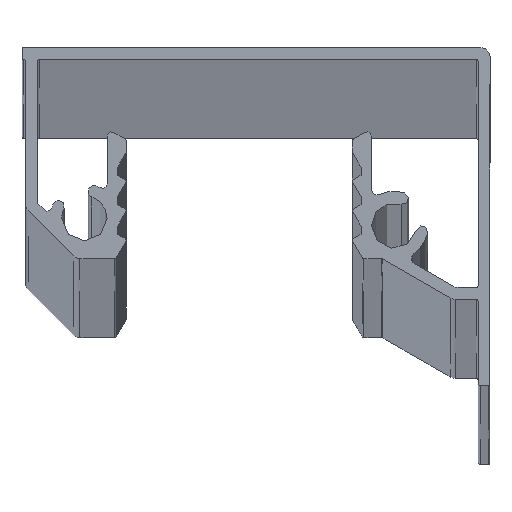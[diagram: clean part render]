
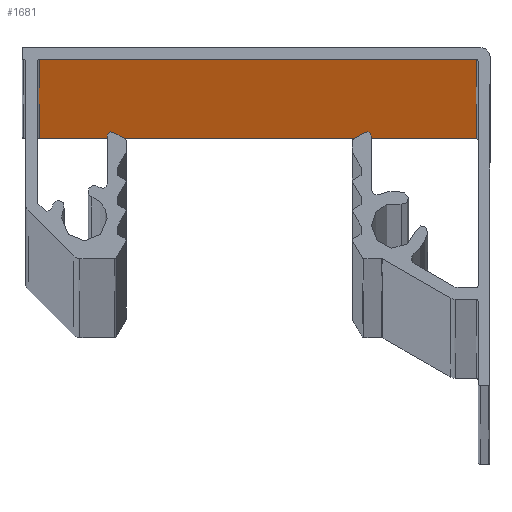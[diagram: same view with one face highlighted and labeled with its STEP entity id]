
A CAD part, top view. The second image highlights one B-rep face of the part: STEP entity #1681.
In plain terms, the highlighted planar face has unit normal (0, -1, 0).
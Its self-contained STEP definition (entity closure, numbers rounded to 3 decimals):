
#43 = VERTEX_POINT ( 'NONE', #2196 ) ;
#103 = ORIENTED_EDGE ( 'NONE', *, *, #3072, .F. ) ;
#153 = CARTESIAN_POINT ( 'NONE',  ( -23.55, 0., 5000. ) ) ;
#327 = VECTOR ( 'NONE', #2357, 1000. ) ;
#396 = CARTESIAN_POINT ( 'NONE',  ( 24.75, 0., 0. ) ) ;
#510 = EDGE_CURVE ( 'NONE', #1257, #1656, #672, .T. ) ;
#650 = DIRECTION ( 'NONE',  ( 1., 0., 0. ) ) ;
#672 = LINE ( 'NONE', #1623, #327 ) ;
#724 = VECTOR ( 'NONE', #650, 1000. ) ;
#880 = ORIENTED_EDGE ( 'NONE', *, *, #510, .F. ) ;
#892 = DIRECTION ( 'NONE',  ( 0., 1., 0. ) ) ;
#1005 = CARTESIAN_POINT ( 'NONE',  ( -23.55, 0., 5000. ) ) ;
#1008 = EDGE_LOOP ( 'NONE', ( #2401, #880, #103, #2509 ) ) ;
#1178 = LINE ( 'NONE', #1895, #724 ) ;
#1257 = VERTEX_POINT ( 'NONE', #1441 ) ;
#1285 = CARTESIAN_POINT ( 'NONE',  ( -23.55, 0., 5000. ) ) ;
#1287 = EDGE_CURVE ( 'NONE', #43, #1656, #1178, .T. ) ;
#1372 = LINE ( 'NONE', #1863, #2133 ) ;
#1441 = CARTESIAN_POINT ( 'NONE',  ( 24.75, 0., 5000. ) ) ;
#1478 = VECTOR ( 'NONE', #1992, 1000. ) ;
#1578 = EDGE_CURVE ( 'NONE', #2740, #43, #1372, .T. ) ;
#1623 = CARTESIAN_POINT ( 'NONE',  ( 24.75, 0., 5000. ) ) ;
#1656 = VERTEX_POINT ( 'NONE', #396 ) ;
#1681 = ADVANCED_FACE ( 'NONE', ( #3197 ), #2953, .F. ) ;
#1863 = CARTESIAN_POINT ( 'NONE',  ( -23.55, 0., 5000. ) ) ;
#1895 = CARTESIAN_POINT ( 'NONE',  ( -23.55, 0., 0. ) ) ;
#1992 = DIRECTION ( 'NONE',  ( 1., 0., 0. ) ) ;
#2133 = VECTOR ( 'NONE', #3127, 1000. ) ;
#2196 = CARTESIAN_POINT ( 'NONE',  ( -23.55, 0., 0. ) ) ;
#2357 = DIRECTION ( 'NONE',  ( 0., 0., -1. ) ) ;
#2401 = ORIENTED_EDGE ( 'NONE', *, *, #1287, .T. ) ;
#2509 = ORIENTED_EDGE ( 'NONE', *, *, #1578, .T. ) ;
#2705 = DIRECTION ( 'NONE',  ( -1., 0., 0. ) ) ;
#2740 = VERTEX_POINT ( 'NONE', #1005 ) ;
#2933 = AXIS2_PLACEMENT_3D ( 'NONE', #153, #892, #2705 ) ;
#2953 = PLANE ( 'NONE',  #2933 ) ;
#3065 = LINE ( 'NONE', #1285, #1478 ) ;
#3072 = EDGE_CURVE ( 'NONE', #2740, #1257, #3065, .T. ) ;
#3127 = DIRECTION ( 'NONE',  ( 0., 0., -1. ) ) ;
#3197 = FACE_OUTER_BOUND ( 'NONE', #1008, .T. ) ;
